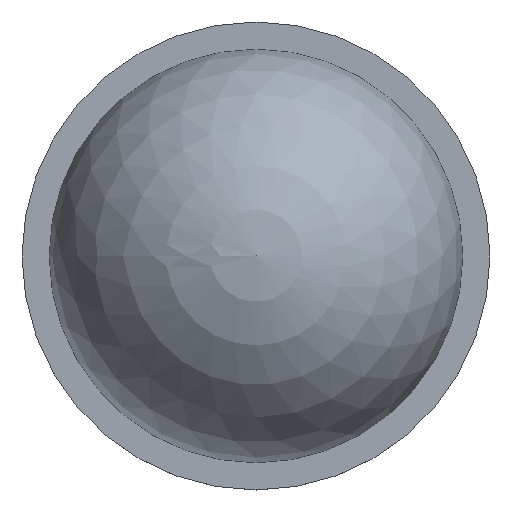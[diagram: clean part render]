
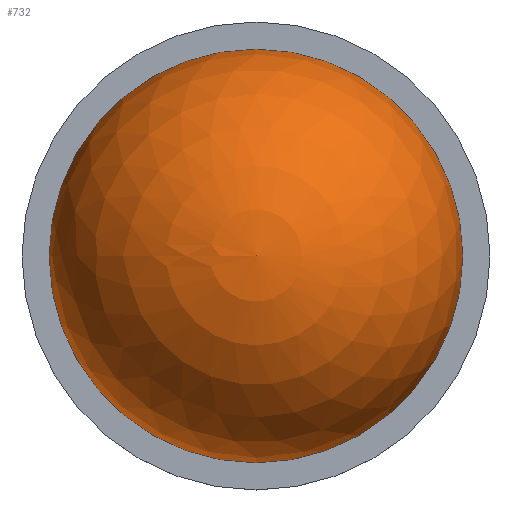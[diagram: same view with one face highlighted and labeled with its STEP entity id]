
A CAD part, top view. The second image highlights one B-rep face of the part: STEP entity #732.
In plain terms, the highlighted spherical face has radius 6.1 mm.
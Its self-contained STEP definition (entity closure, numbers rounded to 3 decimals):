
#22=SPHERICAL_SURFACE('',#828,6.1);
#103=CIRCLE('',#829,6.1);
#104=CIRCLE('',#830,6.1);
#258=FACE_OUTER_BOUND('',#312,.T.);
#312=EDGE_LOOP('',(#594,#595,#596));
#382=VERTEX_POINT('',#1341);
#383=VERTEX_POINT('',#1343);
#460=EDGE_CURVE('',#382,#382,#103,.T.);
#461=EDGE_CURVE('',#383,#382,#104,.T.);
#594=ORIENTED_EDGE('',*,*,#460,.F.);
#595=ORIENTED_EDGE('',*,*,#461,.F.);
#596=ORIENTED_EDGE('',*,*,#461,.T.);
#732=ADVANCED_FACE('',(#258),#22,.T.);
#828=AXIS2_PLACEMENT_3D('',#1340,#981,#982);
#829=AXIS2_PLACEMENT_3D('',#1342,#983,#984);
#830=AXIS2_PLACEMENT_3D('',#1344,#985,#986);
#981=DIRECTION('center_axis',(0.,0.,1.));
#982=DIRECTION('ref_axis',(1.,0.,0.));
#983=DIRECTION('center_axis',(0.,0.,-1.));
#984=DIRECTION('ref_axis',(1.,0.,0.));
#985=DIRECTION('center_axis',(0.,-1.,0.));
#986=DIRECTION('ref_axis',(-1.,0.,0.));
#1340=CARTESIAN_POINT('Origin',(0.,0.,4.4));
#1341=CARTESIAN_POINT('',(-6.1,0.,4.4));
#1342=CARTESIAN_POINT('Origin',(0.,0.,4.4));
#1343=CARTESIAN_POINT('',(0.,0.,10.5));
#1344=CARTESIAN_POINT('Origin',(0.,0.,4.4));
